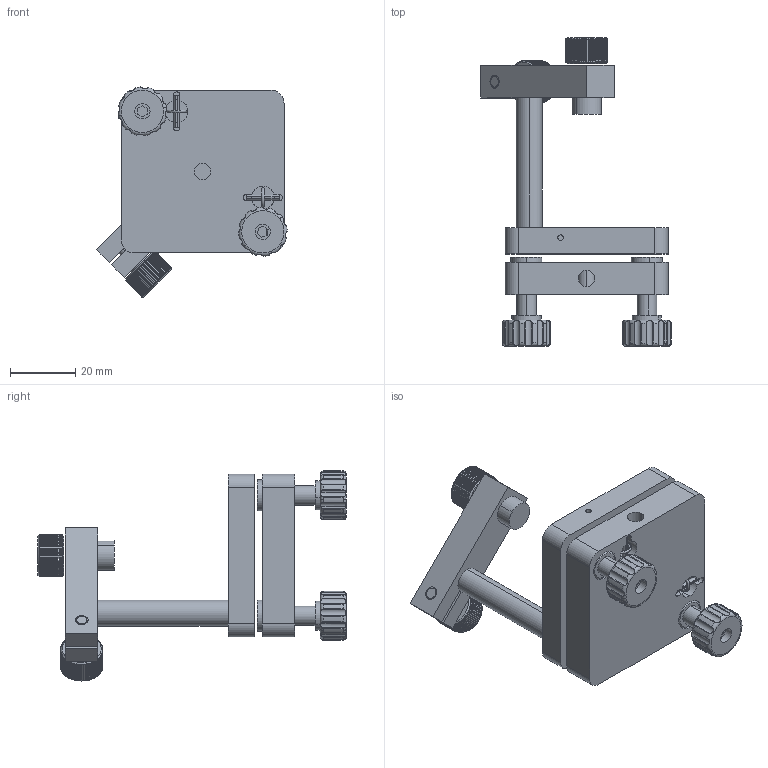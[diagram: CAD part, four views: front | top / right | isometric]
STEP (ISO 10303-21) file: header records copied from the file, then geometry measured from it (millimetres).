
FILE_DESCRIPTION (( 'STEP AP203' ), '1' );
FILE_NAME ('03PRT-2.STEP', '2016-02-23T00:54:39', ( '' ), ( '' ), 'SwSTEP 2.0', 'SolidWorks 2016', '' );
FILE_SCHEMA (( 'CONFIG_CONTROL_DESIGN' ));
Length unit declared in the file: millimetre
Products named in the file (1): 03PRT-2
Bounding box: 58.53 x 94.8 x 64.52 mm (x, y, z)
Surface area: 23307.4 mm2 (no closed solid volume)
Topology: 0 solids, 22 shells, 603 faces, 1892 edges, 1272 vertices
Faces by surface type: cylinder 466, plane 105, cone 16, bspline 8, torus 8
Entity records: 25002 total; most frequent: CARTESIAN_POINT 8954, ORIENTED_EDGE 3466, DIRECTION 3046, EDGE_CURVE 1888, VERTEX_POINT 1272, AXIS2_PLACEMENT_3D 1152, LINE 742, VECTOR 742
